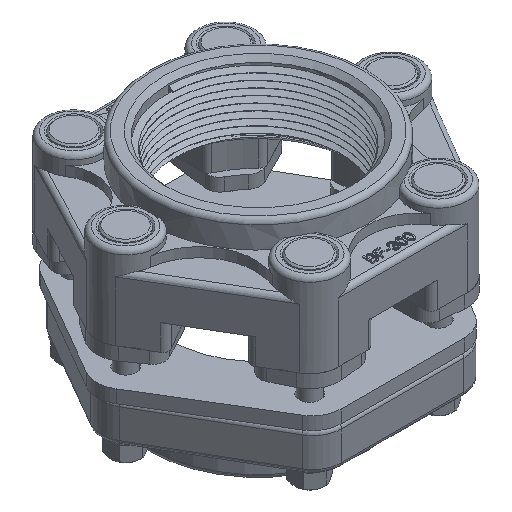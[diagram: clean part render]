
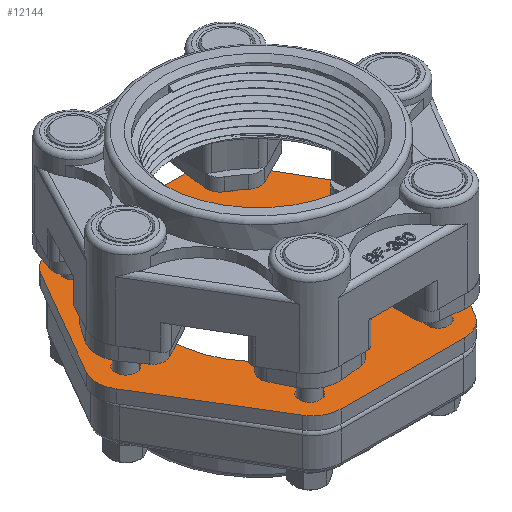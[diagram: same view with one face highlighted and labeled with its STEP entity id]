
A CAD part, isometric view. The second image highlights one B-rep face of the part: STEP entity #12144.
In plain terms, the highlighted planar face has unit normal (0, 0, 1).
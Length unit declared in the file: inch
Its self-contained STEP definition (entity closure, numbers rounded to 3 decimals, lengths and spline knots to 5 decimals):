
#359=FACE_BOUND('',#2014,.T.);
#360=FACE_BOUND('',#2015,.T.);
#361=FACE_BOUND('',#2016,.T.);
#362=FACE_BOUND('',#2017,.T.);
#363=FACE_BOUND('',#2018,.T.);
#364=FACE_BOUND('',#2019,.T.);
#365=FACE_BOUND('',#2020,.T.);
#626=PLANE('',#13179);
#1282=FACE_OUTER_BOUND('',#2013,.T.);
#2013=EDGE_LOOP('',(#10270,#10271,#10272,#10273,#10274,#10275,#10276,#10277,
#10278,#10279,#10280,#10281));
#2014=EDGE_LOOP('',(#10282));
#2015=EDGE_LOOP('',(#10283));
#2016=EDGE_LOOP('',(#10284));
#2017=EDGE_LOOP('',(#10285));
#2018=EDGE_LOOP('',(#10286));
#2019=EDGE_LOOP('',(#10287));
#2020=EDGE_LOOP('',(#10288));
#2542=CIRCLE('',#13134,0.5625);
#2556=CIRCLE('',#13151,0.5625);
#2557=CIRCLE('',#13153,0.5625);
#2558=CIRCLE('',#13156,0.5625);
#2559=CIRCLE('',#13159,0.5625);
#2560=CIRCLE('',#13162,0.5625);
#2561=CIRCLE('',#13164,1.705);
#2562=CIRCLE('',#13166,0.205);
#2563=CIRCLE('',#13168,0.205);
#2564=CIRCLE('',#13170,0.205);
#2565=CIRCLE('',#13172,0.205);
#2566=CIRCLE('',#13174,0.205);
#2567=CIRCLE('',#13176,0.205);
#3812=LINE('',#22582,#4752);
#3818=LINE('',#22597,#4758);
#3822=LINE('',#22607,#4762);
#3824=LINE('',#22613,#4764);
#3833=LINE('',#22647,#4773);
#3834=LINE('',#22649,#4774);
#4752=VECTOR('',#15543,0.3937);
#4758=VECTOR('',#15559,0.3937);
#4762=VECTOR('',#15569,0.3937);
#4764=VECTOR('',#15577,0.3937);
#4773=VECTOR('',#15620,0.3937);
#4774=VECTOR('',#15623,0.3937);
#5752=VERTEX_POINT('',#22536);
#5753=VERTEX_POINT('',#22537);
#5773=VERTEX_POINT('',#22581);
#5774=VERTEX_POINT('',#22585);
#5775=VERTEX_POINT('',#22589);
#5776=VERTEX_POINT('',#22590);
#5777=VERTEX_POINT('',#22595);
#5778=VERTEX_POINT('',#22599);
#5779=VERTEX_POINT('',#22600);
#5780=VERTEX_POINT('',#22605);
#5781=VERTEX_POINT('',#22609);
#5782=VERTEX_POINT('',#22615);
#5783=VERTEX_POINT('',#22619);
#5784=VERTEX_POINT('',#22623);
#5785=VERTEX_POINT('',#22627);
#5786=VERTEX_POINT('',#22631);
#5787=VERTEX_POINT('',#22635);
#5788=VERTEX_POINT('',#22639);
#5789=VERTEX_POINT('',#22643);
#7294=EDGE_CURVE('',#5752,#5753,#2542,.T.);
#7316=EDGE_CURVE('',#5753,#5773,#3812,.T.);
#7318=EDGE_CURVE('',#5773,#5774,#2556,.T.);
#7320=EDGE_CURVE('',#5775,#5776,#2557,.T.);
#7324=EDGE_CURVE('',#5777,#5775,#3818,.T.);
#7325=EDGE_CURVE('',#5778,#5779,#2558,.T.);
#7329=EDGE_CURVE('',#5780,#5778,#3822,.T.);
#7330=EDGE_CURVE('',#5781,#5780,#2559,.T.);
#7332=EDGE_CURVE('',#5776,#5781,#3824,.T.);
#7333=EDGE_CURVE('',#5782,#5777,#2560,.T.);
#7336=EDGE_CURVE('',#5783,#5783,#2561,.T.);
#7338=EDGE_CURVE('',#5784,#5784,#2562,.T.);
#7340=EDGE_CURVE('',#5785,#5785,#2563,.T.);
#7342=EDGE_CURVE('',#5786,#5786,#2564,.T.);
#7344=EDGE_CURVE('',#5787,#5787,#2565,.T.);
#7346=EDGE_CURVE('',#5788,#5788,#2566,.T.);
#7348=EDGE_CURVE('',#5789,#5789,#2567,.T.);
#7349=EDGE_CURVE('',#5779,#5752,#3833,.T.);
#7350=EDGE_CURVE('',#5774,#5782,#3834,.T.);
#10270=ORIENTED_EDGE('',*,*,#7294,.F.);
#10271=ORIENTED_EDGE('',*,*,#7349,.F.);
#10272=ORIENTED_EDGE('',*,*,#7325,.F.);
#10273=ORIENTED_EDGE('',*,*,#7329,.F.);
#10274=ORIENTED_EDGE('',*,*,#7330,.F.);
#10275=ORIENTED_EDGE('',*,*,#7332,.F.);
#10276=ORIENTED_EDGE('',*,*,#7320,.F.);
#10277=ORIENTED_EDGE('',*,*,#7324,.F.);
#10278=ORIENTED_EDGE('',*,*,#7333,.F.);
#10279=ORIENTED_EDGE('',*,*,#7350,.F.);
#10280=ORIENTED_EDGE('',*,*,#7318,.F.);
#10281=ORIENTED_EDGE('',*,*,#7316,.F.);
#10282=ORIENTED_EDGE('',*,*,#7336,.T.);
#10283=ORIENTED_EDGE('',*,*,#7338,.T.);
#10284=ORIENTED_EDGE('',*,*,#7340,.T.);
#10285=ORIENTED_EDGE('',*,*,#7342,.T.);
#10286=ORIENTED_EDGE('',*,*,#7344,.T.);
#10287=ORIENTED_EDGE('',*,*,#7346,.T.);
#10288=ORIENTED_EDGE('',*,*,#7348,.T.);
#12144=ADVANCED_FACE('',(#1282,#359,#360,#361,#362,#363,#364,#365),#626,
 .T.);
#13134=AXIS2_PLACEMENT_3D('',#22538,#15503,#15504);
#13151=AXIS2_PLACEMENT_3D('',#22586,#15547,#15548);
#13153=AXIS2_PLACEMENT_3D('',#22591,#15552,#15553);
#13156=AXIS2_PLACEMENT_3D('',#22601,#15562,#15563);
#13159=AXIS2_PLACEMENT_3D('',#22610,#15572,#15573);
#13162=AXIS2_PLACEMENT_3D('',#22616,#15580,#15581);
#13164=AXIS2_PLACEMENT_3D('',#22621,#15586,#15587);
#13166=AXIS2_PLACEMENT_3D('',#22625,#15591,#15592);
#13168=AXIS2_PLACEMENT_3D('',#22629,#15596,#15597);
#13170=AXIS2_PLACEMENT_3D('',#22633,#15601,#15602);
#13172=AXIS2_PLACEMENT_3D('',#22637,#15606,#15607);
#13174=AXIS2_PLACEMENT_3D('',#22641,#15611,#15612);
#13176=AXIS2_PLACEMENT_3D('',#22645,#15616,#15617);
#13179=AXIS2_PLACEMENT_3D('',#22650,#15624,#15625);
#15503=DIRECTION('center_axis',(0.,0.,-1.));
#15504=DIRECTION('ref_axis',(-0.49,-0.872,0.));
#15543=DIRECTION('',(-0.519,0.855,0.));
#15547=DIRECTION('center_axis',(0.,0.,-1.));
#15548=DIRECTION('ref_axis',(-1.,-0.011,0.));
#15552=DIRECTION('center_axis',(0.,0.,-1.));
#15553=DIRECTION('ref_axis',(0.5,0.866,0.));
#15559=DIRECTION('',(1.,0.,0.));
#15562=DIRECTION('center_axis',(0.,0.,-1.));
#15563=DIRECTION('ref_axis',(0.49,-0.872,0.));
#15569=DIRECTION('',(-0.519,-0.855,0.));
#15572=DIRECTION('center_axis',(0.,0.,-1.));
#15573=DIRECTION('ref_axis',(1.,-0.011,0.));
#15577=DIRECTION('',(0.5,-0.866,0.));
#15580=DIRECTION('center_axis',(0.,0.,-1.));
#15581=DIRECTION('ref_axis',(-0.5,0.866,0.));
#15586=DIRECTION('center_axis',(0.,0.,-1.));
#15587=DIRECTION('ref_axis',(-1.,0.,0.));
#15591=DIRECTION('center_axis',(0.,0.,-1.));
#15592=DIRECTION('ref_axis',(-1.,0.,0.));
#15596=DIRECTION('center_axis',(0.,0.,-1.));
#15597=DIRECTION('ref_axis',(-1.,0.,0.));
#15601=DIRECTION('center_axis',(0.,0.,-1.));
#15602=DIRECTION('ref_axis',(-1.,0.,0.));
#15606=DIRECTION('center_axis',(0.,0.,-1.));
#15607=DIRECTION('ref_axis',(-1.,0.,0.));
#15611=DIRECTION('center_axis',(0.,0.,-1.));
#15612=DIRECTION('ref_axis',(-1.,0.,0.));
#15616=DIRECTION('center_axis',(0.,0.,-1.));
#15617=DIRECTION('ref_axis',(-1.,0.,0.));
#15620=DIRECTION('',(-1.,0.,0.));
#15623=DIRECTION('',(0.5,0.866,0.));
#15624=DIRECTION('center_axis',(0.,0.,1.));
#15625=DIRECTION('ref_axis',(1.,0.,0.));
#22536=CARTESIAN_POINT('',(-1.1985,-2.81,0.25));
#22537=CARTESIAN_POINT('',(-1.67929,-2.53948,0.25));
#22538=CARTESIAN_POINT('Origin',(-1.1985,-2.2475,0.25));
#22581=CARTESIAN_POINT('',(-3.04861,-0.28473,0.25));
#22582=CARTESIAN_POINT('',(-1.515,-2.81,0.25));
#22585=CARTESIAN_POINT('',(-3.05496,0.2885,0.25));
#22586=CARTESIAN_POINT('Origin',(-2.56782,0.00725,
0.25));
#22589=CARTESIAN_POINT('',(1.35524,2.67,0.25));
#22590=CARTESIAN_POINT('',(1.84238,2.38875,0.25));
#22591=CARTESIAN_POINT('Origin',(1.35524,2.1075,0.25));
#22595=CARTESIAN_POINT('',(-1.35524,2.67,0.25));
#22597=CARTESIAN_POINT('',(-1.68,2.67,0.25));
#22599=CARTESIAN_POINT('',(1.67929,-2.53948,0.25));
#22600=CARTESIAN_POINT('',(1.1985,-2.81,0.25));
#22601=CARTESIAN_POINT('Origin',(1.1985,-2.2475,0.25));
#22605=CARTESIAN_POINT('',(3.04861,-0.28473,0.25));
#22607=CARTESIAN_POINT('',(3.22153,0.,0.25));
#22609=CARTESIAN_POINT('',(3.05496,0.2885,0.25));
#22610=CARTESIAN_POINT('Origin',(2.56782,0.00725,0.25));
#22613=CARTESIAN_POINT('',(1.68,2.67,0.25));
#22615=CARTESIAN_POINT('',(-1.84238,2.38875,0.25));
#22616=CARTESIAN_POINT('Origin',(-1.35524,2.1075,0.25));
#22619=CARTESIAN_POINT('',(1.705,0.,0.25));
#22621=CARTESIAN_POINT('Origin',(0.,0.,0.25));
#22623=CARTESIAN_POINT('',(-2.375,0.,0.25));
#22625=CARTESIAN_POINT('Origin',(-2.58,0.,0.25));
#22627=CARTESIAN_POINT('',(-1.045,-2.25,0.25));
#22629=CARTESIAN_POINT('Origin',(-1.25,-2.25,0.25));
#22631=CARTESIAN_POINT('',(1.455,-2.25,0.25));
#22633=CARTESIAN_POINT('Origin',(1.25,-2.25,0.25));
#22635=CARTESIAN_POINT('',(2.785,0.,0.25));
#22637=CARTESIAN_POINT('Origin',(2.58,0.,0.25));
#22639=CARTESIAN_POINT('',(1.685,2.11,0.25));
#22641=CARTESIAN_POINT('Origin',(1.48,2.11,0.25));
#22643=CARTESIAN_POINT('',(-1.275,2.11,0.25));
#22645=CARTESIAN_POINT('Origin',(-1.48,2.11,0.25));
#22647=CARTESIAN_POINT('',(1.515,-2.81,0.25));
#22649=CARTESIAN_POINT('',(-3.22153,0.,0.25));
#22650=CARTESIAN_POINT('Origin',(0.,-0.02872,
0.25));
